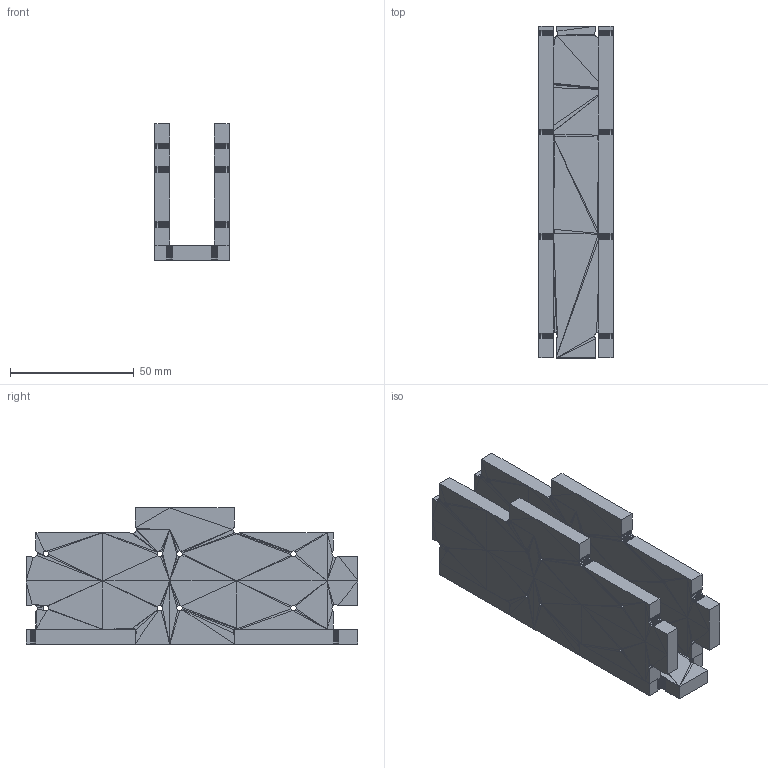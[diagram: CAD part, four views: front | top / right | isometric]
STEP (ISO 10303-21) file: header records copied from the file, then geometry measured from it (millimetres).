
FILE_DESCRIPTION(('FreeCAD Model'),'2;1');
FILE_NAME('pilier.step','2020-12-29T03:42:14',('Author'),('') ,'Open CASCADE STEP processor 7.4','FreeCAD','Unknown');
FILE_SCHEMA(('AUTOMOTIVE_DESIGN { 1 0 10303 214 1 1 1 1 }'));
Length unit declared in the file: millimetre
Products named in the file (6): Pilier-1; VIS_TF_3_X_13-2; VIS_TF_3_X_13-1; Devant_pilier-1; Üi_pilier-2; Üi_pilier-1
Assembly tree (5 placements, depth 2):
  Pilier-1
    VIS_TF_3_X_13-2
    VIS_TF_3_X_13-1
    Devant_pilier-1
  Üi_pilier-2
  Üi_pilier-1
Bounding box: 30 x 134 x 55 mm (x, y, z)
Volume: 19900.6 mm3; surface area: 36622.9 mm2
Topology: 1 solids, 5 shells, 2585 faces, 4671 edges, 2038 vertices
Faces by surface type: plane 2585
Entity records: 117757 total; most frequent: DIRECTION 19111, CARTESIAN_POINT 18558, LINE 13929, VECTOR 13929, ORIENTED_EDGE 9258, PCURVE 9258, DEFINITIONAL_REPRESENTATION 9258, EDGE_CURVE 4671
